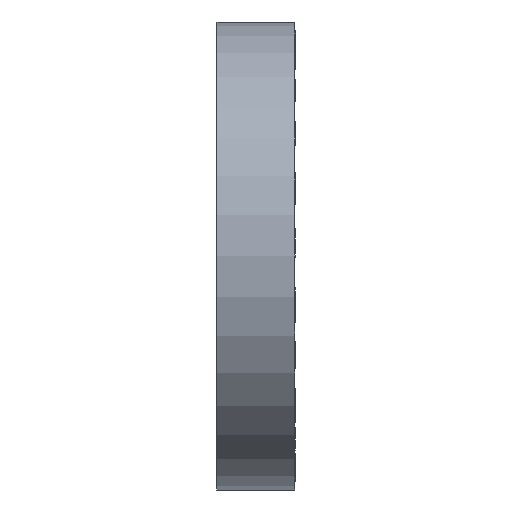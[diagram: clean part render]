
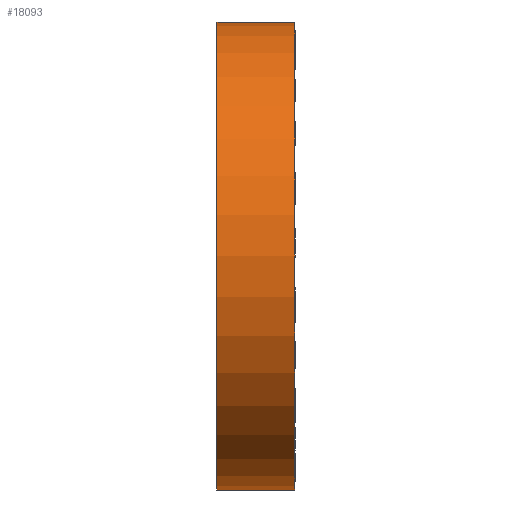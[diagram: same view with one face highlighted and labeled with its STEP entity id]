
A CAD part, left-side view. The second image highlights one B-rep face of the part: STEP entity #18093.
In plain terms, the highlighted cylindrical face has radius 38.1 mm (diameter 76.2 mm), a partial arc.
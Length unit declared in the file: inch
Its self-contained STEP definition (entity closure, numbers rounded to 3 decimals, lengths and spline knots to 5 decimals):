
#113 = LINE ( 'NONE', #4431, #7467 ) ;
#467 = CARTESIAN_POINT ( 'NONE',  ( -6.17506, 0.5, -1.5 ) ) ;
#1274 = VERTEX_POINT ( 'NONE', #467 ) ;
#1998 = EDGE_CURVE ( 'NONE', #2571, #18876, #10459, .T. ) ;
#2420 = DIRECTION ( 'NONE',  ( 0., 1., 0. ) ) ;
#2571 = VERTEX_POINT ( 'NONE', #8947 ) ;
#2804 = VERTEX_POINT ( 'NONE', #15507 ) ;
#2948 = CARTESIAN_POINT ( 'NONE',  ( -6.17506, 0.5, 0. ) ) ;
#3308 = DIRECTION ( 'NONE',  ( 0., 0., -1. ) ) ;
#3640 = LINE ( 'NONE', #14810, #7540 ) ;
#3644 = FACE_OUTER_BOUND ( 'NONE', #10685, .T. ) ;
#4431 = CARTESIAN_POINT ( 'NONE',  ( -6.17506, 0.5, 1.5 ) ) ;
#4449 = DIRECTION ( 'NONE',  ( 0., 0., 1. ) ) ;
#5433 = EDGE_CURVE ( 'NONE', #2804, #18876, #113, .T. ) ;
#6226 = CARTESIAN_POINT ( 'NONE',  ( -6.17506, 0.5, 0. ) ) ;
#6705 = ORIENTED_EDGE ( 'NONE', *, *, #5433, .F. ) ;
#7369 = CARTESIAN_POINT ( 'NONE',  ( -6.17506, 0., 1.5 ) ) ;
#7467 = VECTOR ( 'NONE', #14700, 39.37008 ) ;
#7469 = DIRECTION ( 'NONE',  ( 0., -1., 0. ) ) ;
#7540 = VECTOR ( 'NONE', #7469, 39.37008 ) ;
#8323 = ORIENTED_EDGE ( 'NONE', *, *, #9790, .T. ) ;
#8947 = CARTESIAN_POINT ( 'NONE',  ( -6.17506, 0., -1.5 ) ) ;
#9241 = ORIENTED_EDGE ( 'NONE', *, *, #1998, .T. ) ;
#9790 = EDGE_CURVE ( 'NONE', #1274, #2571, #3640, .T. ) ;
#10459 = CIRCLE ( 'NONE', #11802, 1.5 ) ;
#10685 = EDGE_LOOP ( 'NONE', ( #9241, #6705, #15370, #8323 ) ) ;
#11220 = CARTESIAN_POINT ( 'NONE',  ( -6.17506, 0., 0. ) ) ;
#11364 = EDGE_CURVE ( 'NONE', #1274, #2804, #12298, .T. ) ;
#11802 = AXIS2_PLACEMENT_3D ( 'NONE', #11220, #2420, #12706 ) ;
#12104 = DIRECTION ( 'NONE',  ( 0., -1., 0. ) ) ;
#12298 = CIRCLE ( 'NONE', #17990, 1.5 ) ;
#12706 = DIRECTION ( 'NONE',  ( 0., 0., 1. ) ) ;
#13239 = DIRECTION ( 'NONE',  ( 0., 1., 0. ) ) ;
#13998 = CYLINDRICAL_SURFACE ( 'NONE', #15686, 1.5 ) ;
#14700 = DIRECTION ( 'NONE',  ( 0., -1., 0. ) ) ;
#14810 = CARTESIAN_POINT ( 'NONE',  ( -6.17506, 0.5, -1.5 ) ) ;
#15370 = ORIENTED_EDGE ( 'NONE', *, *, #11364, .F. ) ;
#15507 = CARTESIAN_POINT ( 'NONE',  ( -6.17506, 0.5, 1.5 ) ) ;
#15686 = AXIS2_PLACEMENT_3D ( 'NONE', #6226, #12104, #3308 ) ;
#17990 = AXIS2_PLACEMENT_3D ( 'NONE', #2948, #13239, #4449 ) ;
#18093 = ADVANCED_FACE ( 'NONE', ( #3644 ), #13998, .T. ) ;
#18876 = VERTEX_POINT ( 'NONE', #7369 ) ;
